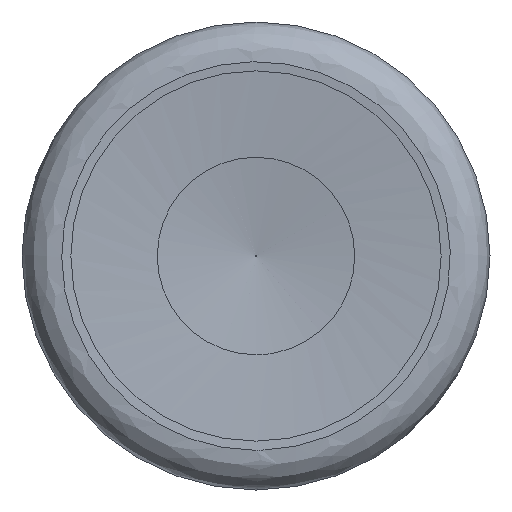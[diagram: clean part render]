
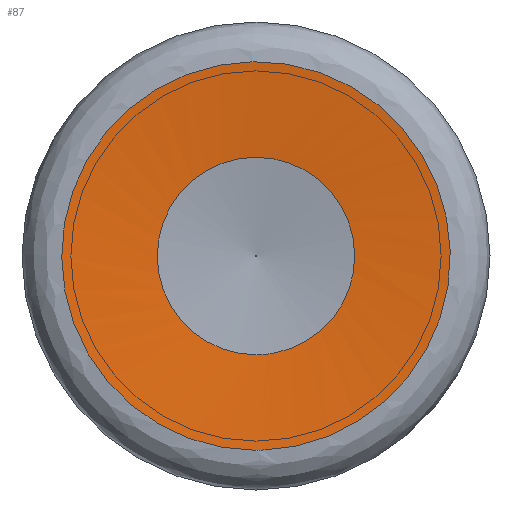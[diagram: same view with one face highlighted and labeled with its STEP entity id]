
A CAD part, left-side view. The second image highlights one B-rep face of the part: STEP entity #87.
In plain terms, the highlighted face is a revolution surface.
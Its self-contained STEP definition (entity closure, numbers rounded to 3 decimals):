
#59=SURFACE_OF_REVOLUTION('',#65,#62);
#62=AXIS1_PLACEMENT('',#257,#213);
#65=LINE('',#256,#67);
#67=VECTOR('',#212,4.283);
#70=FACE_BOUND('',#108,.T.);
#71=FACE_BOUND('',#109,.T.);
#87=ADVANCED_FACE('',(#70,#71),#59,.F.);
#108=EDGE_LOOP('',(#128));
#109=EDGE_LOOP('',(#129));
#128=ORIENTED_EDGE('',*,*,#156,.T.);
#129=ORIENTED_EDGE('',*,*,#157,.F.);
#146=VERTEX_POINT('',#251);
#147=VERTEX_POINT('',#255);
#156=EDGE_CURVE('',#146,#146,#166,.T.);
#157=EDGE_CURVE('',#147,#147,#167,.T.);
#166=CIRCLE('',#180,4.266);
#167=CIRCLE('',#181,8.396);
#180=AXIS2_PLACEMENT_3D('',#250,#206,#207);
#181=AXIS2_PLACEMENT_3D('',#254,#210,#211);
#206=DIRECTION('',(1.,0.,0.));
#207=DIRECTION('',(0.,0.,-1.));
#210=DIRECTION('',(1.,0.,0.));
#211=DIRECTION('',(0.,0.,-1.));
#212=DIRECTION('',(0.087,0.996,0.));
#213=DIRECTION('',(1.,0.,0.));
#250=CARTESIAN_POINT('',(0.379,0.,0.));
#251=CARTESIAN_POINT('',(0.379,0.,-4.266));
#254=CARTESIAN_POINT('',(0.006,0.,0.));
#255=CARTESIAN_POINT('',(0.006,0.,-8.396));
#256=CARTESIAN_POINT('',(0.006,-8.261,1.5));
#257=CARTESIAN_POINT('',(0.,0.,0.));
